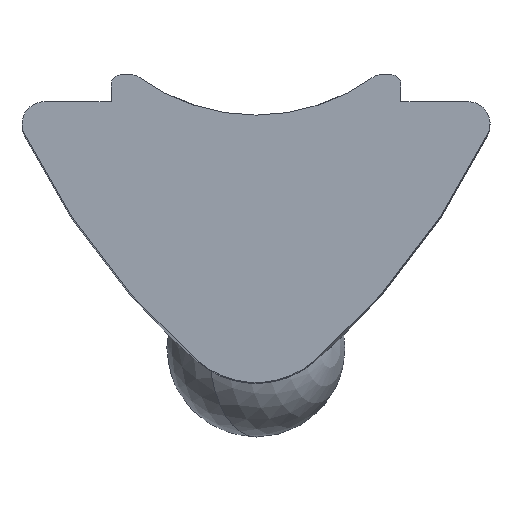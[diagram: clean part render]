
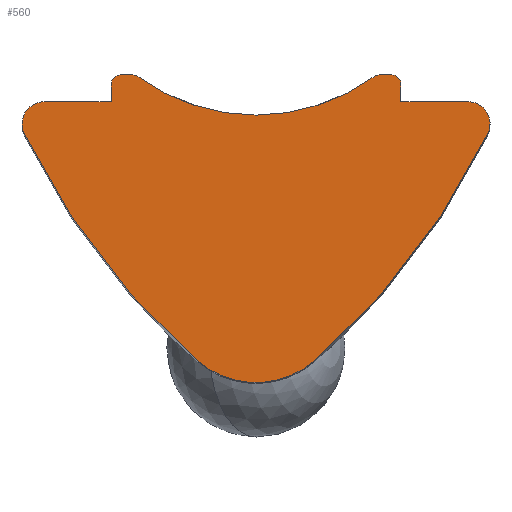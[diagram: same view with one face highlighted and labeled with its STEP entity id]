
A CAD part, top view. The second image highlights one B-rep face of the part: STEP entity #560.
In plain terms, the highlighted planar face has unit normal (0, 0, 1).
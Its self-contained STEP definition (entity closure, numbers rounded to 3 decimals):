
#46 = CARTESIAN_POINT ( 'NONE',  ( -1.315, -5.807, 8.5 ) ) ;
#55 = VERTEX_POINT ( 'NONE', #1787 ) ;
#59 = DIRECTION ( 'NONE',  ( 1., 0., 0. ) ) ;
#73 = CARTESIAN_POINT ( 'NONE',  ( 1.315, -5.807, 8.5 ) ) ;
#75 = VERTEX_POINT ( 'NONE', #1382 ) ;
#86 = AXIS2_PLACEMENT_3D ( 'NONE', #324, #315, #166 ) ;
#95 = VERTEX_POINT ( 'NONE', #1374 ) ;
#126 = AXIS2_PLACEMENT_3D ( 'NONE', #1450, #1492, #1790 ) ;
#133 = CARTESIAN_POINT ( 'NONE',  ( 4.75, -0.5, 8.5 ) ) ;
#134 = CARTESIAN_POINT ( 'NONE',  ( -2.766, 0.4, 8.5 ) ) ;
#138 = DIRECTION ( 'NONE',  ( 0., 0., 1. ) ) ;
#139 = DIRECTION ( 'NONE',  ( 0., 0., 1. ) ) ;
#142 = DIRECTION ( 'NONE',  ( -1., 0., 0. ) ) ;
#150 = AXIS2_PLACEMENT_3D ( 'NONE', #133, #138, #142 ) ;
#151 = AXIS2_PLACEMENT_3D ( 'NONE', #1444, #1097, #954 ) ;
#155 = CARTESIAN_POINT ( 'NONE',  ( -3.05, 0.4, 8.5 ) ) ;
#165 = DIRECTION ( 'NONE',  ( 0., 0., 1. ) ) ;
#166 = DIRECTION ( 'NONE',  ( 1., 0., 0. ) ) ;
#182 = DIRECTION ( 'NONE',  ( 1., 0., 0. ) ) ;
#197 = CARTESIAN_POINT ( 'NONE',  ( -5.2, -0.718, 8.5 ) ) ;
#223 = VECTOR ( 'NONE', #804, 1000. ) ;
#225 = CIRCLE ( 'NONE', #86, 4.5 ) ;
#244 = ORIENTED_EDGE ( 'NONE', *, *, #496, .T. ) ;
#261 = AXIS2_PLACEMENT_3D ( 'NONE', #155, #165, #182 ) ;
#268 = EDGE_CURVE ( 'NONE', #829, #1200, #946, .T. ) ;
#278 = VERTEX_POINT ( 'NONE', #592 ) ;
#281 = DIRECTION ( 'NONE',  ( -1., 0., 0. ) ) ;
#285 = ORIENTED_EDGE ( 'NONE', *, *, #1275, .T. ) ;
#299 = CARTESIAN_POINT ( 'NONE',  ( -3.25, 0., 8.5 ) ) ;
#307 = ORIENTED_EDGE ( 'NONE', *, *, #1527, .T. ) ;
#315 = DIRECTION ( 'NONE',  ( 0., 0., -1. ) ) ;
#317 = EDGE_CURVE ( 'NONE', #1802, #278, #721, .T. ) ;
#324 = CARTESIAN_POINT ( 'NONE',  ( 0., 4.2, 8.5 ) ) ;
#350 = CIRCLE ( 'NONE', #1478, 2. ) ;
#356 = CARTESIAN_POINT ( 'NONE',  ( -3.05, 0.6, 8.5 ) ) ;
#370 = EDGE_CURVE ( 'NONE', #55, #1161, #1319, .T. ) ;
#383 = CARTESIAN_POINT ( 'NONE',  ( -3.25, 0.6, 8.5 ) ) ;
#390 = VECTOR ( 'NONE', #822, 1000. ) ;
#398 = CARTESIAN_POINT ( 'NONE',  ( -5.25, -0.5, 8.5 ) ) ;
#404 = CARTESIAN_POINT ( 'NONE',  ( 2.766, 0.6, 8.5 ) ) ;
#409 = DIRECTION ( 'NONE',  ( 0., 0., 1. ) ) ;
#430 = EDGE_CURVE ( 'NONE', #973, #95, #1620, .T. ) ;
#446 = DIRECTION ( 'NONE',  ( 0., 0., 1. ) ) ;
#455 = AXIS2_PLACEMENT_3D ( 'NONE', #1208, #1205, #457 ) ;
#457 = DIRECTION ( 'NONE',  ( 1., 0., 0. ) ) ;
#475 = LINE ( 'NONE', #299, #1106 ) ;
#496 = EDGE_CURVE ( 'NONE', #278, #1060, #225, .T. ) ;
#509 = CARTESIAN_POINT ( 'NONE',  ( -3.25, 0., 8.5 ) ) ;
#517 = VERTEX_POINT ( 'NONE', #73 ) ;
#528 = AXIS2_PLACEMENT_3D ( 'NONE', #534, #1288, #1162 ) ;
#534 = CARTESIAN_POINT ( 'NONE',  ( -4.75, -0.5, 8.5 ) ) ;
#560 = ADVANCED_FACE ( 'NONE', ( #1201 ), #863, .T. ) ;
#588 = AXIS2_PLACEMENT_3D ( 'NONE', #936, #409, #1871 ) ;
#592 = CARTESIAN_POINT ( 'NONE',  ( 2.648, 0.562, 8.5 ) ) ;
#596 = DIRECTION ( 'NONE',  ( -1., 0., 0. ) ) ;
#599 = ORIENTED_EDGE ( 'NONE', *, *, #1920, .T. ) ;
#602 = ORIENTED_EDGE ( 'NONE', *, *, #1746, .T. ) ;
#646 = ORIENTED_EDGE ( 'NONE', *, *, #1465, .T. ) ;
#671 = CARTESIAN_POINT ( 'NONE',  ( 0., -4.3, 8.5 ) ) ;
#697 = EDGE_LOOP ( 'NONE', ( #285, #851, #1460, #602, #1185, #1549, #1026, #307, #878, #1483, #646, #1213, #599, #1029, #1525, #244, #1397 ) ) ;
#721 = CIRCLE ( 'NONE', #780, 0.2 ) ;
#745 = CARTESIAN_POINT ( 'NONE',  ( 3.05, 0.4, 8.5 ) ) ;
#751 = DIRECTION ( 'NONE',  ( 0., 0., 1. ) ) ;
#760 = DIRECTION ( 'NONE',  ( -1., 0., 0. ) ) ;
#775 = DIRECTION ( 'NONE',  ( 1., 0., 0. ) ) ;
#780 = AXIS2_PLACEMENT_3D ( 'NONE', #944, #920, #916 ) ;
#794 = CIRCLE ( 'NONE', #588, 16. ) ;
#804 = DIRECTION ( 'NONE',  ( 0., 1., 0. ) ) ;
#822 = DIRECTION ( 'NONE',  ( 0., -1., 0. ) ) ;
#829 = VERTEX_POINT ( 'NONE', #1369 ) ;
#851 = ORIENTED_EDGE ( 'NONE', *, *, #1658, .T. ) ;
#863 = PLANE ( 'NONE',  #528 ) ;
#878 = ORIENTED_EDGE ( 'NONE', *, *, #998, .T. ) ;
#906 = LINE ( 'NONE', #1385, #1217 ) ;
#916 = DIRECTION ( 'NONE',  ( 1., 0., 0. ) ) ;
#920 = DIRECTION ( 'NONE',  ( 0., 0., 1. ) ) ;
#936 = CARTESIAN_POINT ( 'NONE',  ( -9.203, 6.25, 8.5 ) ) ;
#937 = DIRECTION ( 'NONE',  ( -1., 0., 0. ) ) ;
#939 = EDGE_CURVE ( 'NONE', #1420, #1802, #906, .T. ) ;
#944 = CARTESIAN_POINT ( 'NONE',  ( 2.766, 0.4, 8.5 ) ) ;
#945 = VERTEX_POINT ( 'NONE', #1328 ) ;
#946 = CIRCLE ( 'NONE', #455, 0.5 ) ;
#954 = DIRECTION ( 'NONE',  ( 1., 0., 0. ) ) ;
#973 = VERTEX_POINT ( 'NONE', #1192 ) ;
#977 = EDGE_CURVE ( 'NONE', #1200, #1705, #1352, .T. ) ;
#998 = EDGE_CURVE ( 'NONE', #517, #945, #794, .T. ) ;
#1004 = DIRECTION ( 'NONE',  ( 1., 0., 0. ) ) ;
#1026 = ORIENTED_EDGE ( 'NONE', *, *, #1337, .T. ) ;
#1029 = ORIENTED_EDGE ( 'NONE', *, *, #939, .T. ) ;
#1050 = CIRCLE ( 'NONE', #151, 16. ) ;
#1060 = VERTEX_POINT ( 'NONE', #1921 ) ;
#1089 = CARTESIAN_POINT ( 'NONE',  ( 3.25, 0., 8.5 ) ) ;
#1091 = EDGE_CURVE ( 'NONE', #1060, #1099, #1364, .T. ) ;
#1097 = DIRECTION ( 'NONE',  ( 0., 0., 1. ) ) ;
#1099 = VERTEX_POINT ( 'NONE', #1112 ) ;
#1106 = VECTOR ( 'NONE', #281, 1000. ) ;
#1112 = CARTESIAN_POINT ( 'NONE',  ( -2.766, 0.6, 8.5 ) ) ;
#1131 = CIRCLE ( 'NONE', #150, 0.5 ) ;
#1154 = LINE ( 'NONE', #1752, #1653 ) ;
#1161 = VERTEX_POINT ( 'NONE', #1832 ) ;
#1162 = DIRECTION ( 'NONE',  ( 1., 0., 0. ) ) ;
#1185 = ORIENTED_EDGE ( 'NONE', *, *, #268, .T. ) ;
#1192 = CARTESIAN_POINT ( 'NONE',  ( 3.25, 0., 8.5 ) ) ;
#1200 = VERTEX_POINT ( 'NONE', #398 ) ;
#1201 = FACE_OUTER_BOUND ( 'NONE', #697, .T. ) ;
#1205 = DIRECTION ( 'NONE',  ( 0., 0., 1. ) ) ;
#1208 = CARTESIAN_POINT ( 'NONE',  ( -4.75, -0.5, 8.5 ) ) ;
#1213 = ORIENTED_EDGE ( 'NONE', *, *, #430, .T. ) ;
#1217 = VECTOR ( 'NONE', #596, 1000. ) ;
#1269 = CIRCLE ( 'NONE', #1384, 0.2 ) ;
#1275 = EDGE_CURVE ( 'NONE', #1099, #1756, #1912, .T. ) ;
#1285 = AXIS2_PLACEMENT_3D ( 'NONE', #134, #139, #59 ) ;
#1288 = DIRECTION ( 'NONE',  ( 0., 0., 1. ) ) ;
#1319 = LINE ( 'NONE', #509, #390 ) ;
#1328 = CARTESIAN_POINT ( 'NONE',  ( 5.2, -0.718, 8.5 ) ) ;
#1337 = EDGE_CURVE ( 'NONE', #1705, #1585, #1050, .T. ) ;
#1352 = CIRCLE ( 'NONE', #126, 0.5 ) ;
#1364 = CIRCLE ( 'NONE', #1285, 0.2 ) ;
#1365 = VECTOR ( 'NONE', #760, 1000. ) ;
#1369 = CARTESIAN_POINT ( 'NONE',  ( -4.75, 0., 8.5 ) ) ;
#1374 = CARTESIAN_POINT ( 'NONE',  ( 3.25, 0.4, 8.5 ) ) ;
#1382 = CARTESIAN_POINT ( 'NONE',  ( 4.75, 0., 8.5 ) ) ;
#1384 = AXIS2_PLACEMENT_3D ( 'NONE', #745, #751, #1004 ) ;
#1385 = CARTESIAN_POINT ( 'NONE',  ( 3.25, 0.6, 8.5 ) ) ;
#1397 = ORIENTED_EDGE ( 'NONE', *, *, #1091, .T. ) ;
#1420 = VERTEX_POINT ( 'NONE', #1909 ) ;
#1444 = CARTESIAN_POINT ( 'NONE',  ( 9.203, 6.25, 8.5 ) ) ;
#1450 = CARTESIAN_POINT ( 'NONE',  ( -4.75, -0.5, 8.5 ) ) ;
#1460 = ORIENTED_EDGE ( 'NONE', *, *, #370, .T. ) ;
#1465 = EDGE_CURVE ( 'NONE', #75, #973, #1154, .T. ) ;
#1478 = AXIS2_PLACEMENT_3D ( 'NONE', #671, #446, #775 ) ;
#1483 = ORIENTED_EDGE ( 'NONE', *, *, #1639, .T. ) ;
#1492 = DIRECTION ( 'NONE',  ( 0., 0., 1. ) ) ;
#1525 = ORIENTED_EDGE ( 'NONE', *, *, #317, .T. ) ;
#1527 = EDGE_CURVE ( 'NONE', #1585, #517, #350, .T. ) ;
#1549 = ORIENTED_EDGE ( 'NONE', *, *, #977, .T. ) ;
#1585 = VERTEX_POINT ( 'NONE', #46 ) ;
#1620 = LINE ( 'NONE', #1089, #223 ) ;
#1639 = EDGE_CURVE ( 'NONE', #945, #75, #1131, .T. ) ;
#1653 = VECTOR ( 'NONE', #937, 1000. ) ;
#1658 = EDGE_CURVE ( 'NONE', #1756, #55, #1891, .T. ) ;
#1705 = VERTEX_POINT ( 'NONE', #197 ) ;
#1746 = EDGE_CURVE ( 'NONE', #1161, #829, #475, .T. ) ;
#1752 = CARTESIAN_POINT ( 'NONE',  ( 4.75, 0., 8.5 ) ) ;
#1756 = VERTEX_POINT ( 'NONE', #356 ) ;
#1787 = CARTESIAN_POINT ( 'NONE',  ( -3.25, 0.4, 8.5 ) ) ;
#1790 = DIRECTION ( 'NONE',  ( 1., 0., 0. ) ) ;
#1802 = VERTEX_POINT ( 'NONE', #404 ) ;
#1832 = CARTESIAN_POINT ( 'NONE',  ( -3.25, 0., 8.5 ) ) ;
#1871 = DIRECTION ( 'NONE',  ( -1., 0., 0. ) ) ;
#1891 = CIRCLE ( 'NONE', #261, 0.2 ) ;
#1909 = CARTESIAN_POINT ( 'NONE',  ( 3.05, 0.6, 8.5 ) ) ;
#1912 = LINE ( 'NONE', #383, #1365 ) ;
#1920 = EDGE_CURVE ( 'NONE', #95, #1420, #1269, .T. ) ;
#1921 = CARTESIAN_POINT ( 'NONE',  ( -2.648, 0.562, 8.5 ) ) ;
